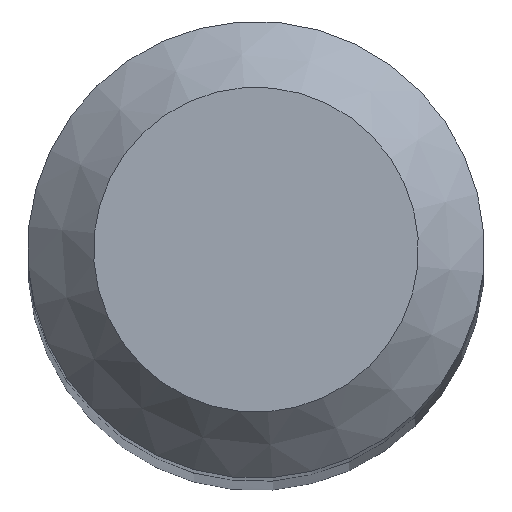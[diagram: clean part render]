
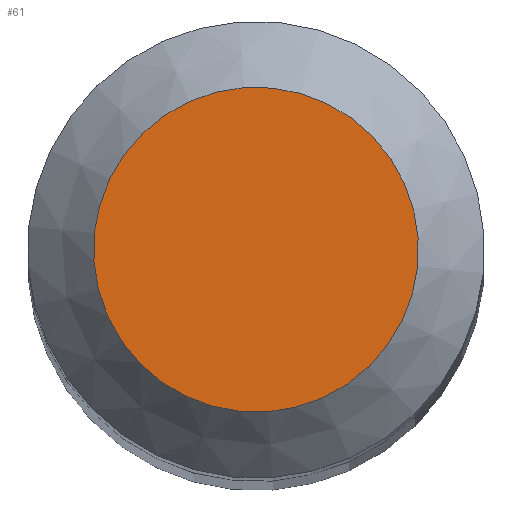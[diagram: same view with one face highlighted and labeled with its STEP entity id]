
A CAD part, top view. The second image highlights one B-rep face of the part: STEP entity #61.
In plain terms, the highlighted planar face has unit normal (0, 0, 1).
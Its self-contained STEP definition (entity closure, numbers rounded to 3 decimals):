
#61=ADVANCED_FACE('',(#67),#64,.F.);
#64=PLANE('',#149);
#67=FACE_OUTER_BOUND('',#77,.T.);
#77=EDGE_LOOP('',(#87));
#87=ORIENTED_EDGE('',*,*,#98,.T.);
#93=VERTEX_POINT('',#209);
#98=EDGE_CURVE('',#93,#93,#103,.T.);
#103=CIRCLE('',#147,6.775);
#147=AXIS2_PLACEMENT_3D('',#208,#176,#177);
#149=AXIS2_PLACEMENT_3D('',#211,#180,#181);
#176=DIRECTION('',(0.,0.,1.));
#177=DIRECTION('',(0.97,0.245,0.));
#180=DIRECTION('',(0.,0.,-1.));
#181=DIRECTION('',(-0.97,-0.245,0.));
#208=CARTESIAN_POINT('',(0.,0.,0.));
#209=CARTESIAN_POINT('',(6.57,1.657,0.));
#211=CARTESIAN_POINT('',(-1.657,6.57,0.));
